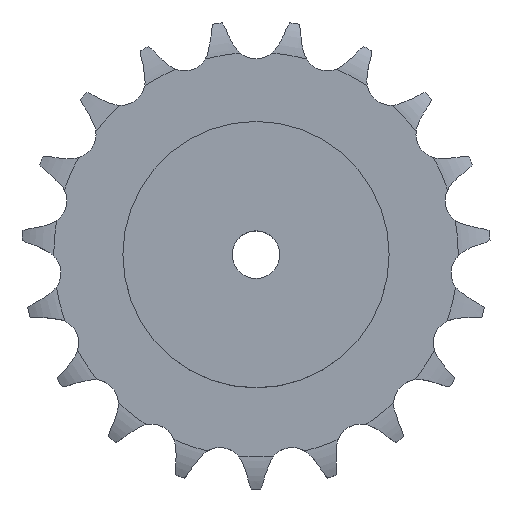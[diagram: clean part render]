
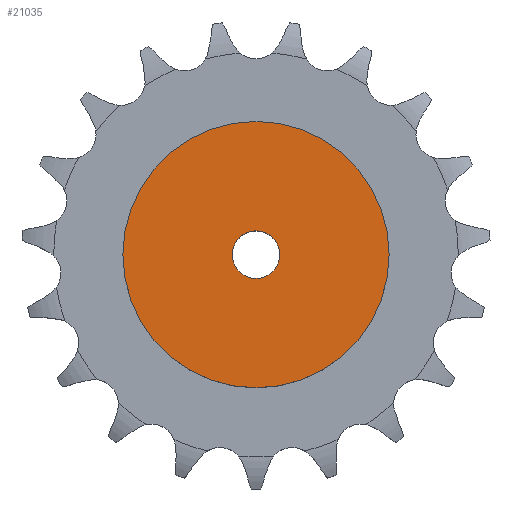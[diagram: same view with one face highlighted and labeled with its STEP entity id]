
A CAD part, top view. The second image highlights one B-rep face of the part: STEP entity #21035.
In plain terms, the highlighted planar face has unit normal (0, 0, 1).
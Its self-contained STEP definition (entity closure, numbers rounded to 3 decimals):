
#2835 = CYLINDRICAL_SURFACE('',#2836,70.);
#2836 = AXIS2_PLACEMENT_3D('',#2837,#2838,#2839);
#2837 = CARTESIAN_POINT('',(0.,0.,0.));
#2838 = DIRECTION('',(-0.,-0.,-1.));
#2839 = DIRECTION('',(1.,0.,0.));
#13438 = VERTEX_POINT('',#13439);
#13439 = CARTESIAN_POINT('',(70.,0.,55.));
#13460 = EDGE_CURVE('',#13438,#13438,#13461,.T.);
#13461 = SURFACE_CURVE('',#13462,(#13467,#13474),.PCURVE_S1.);
#13462 = CIRCLE('',#13463,70.);
#13463 = AXIS2_PLACEMENT_3D('',#13464,#13465,#13466);
#13464 = CARTESIAN_POINT('',(0.,0.,55.));
#13465 = DIRECTION('',(0.,0.,1.));
#13466 = DIRECTION('',(1.,0.,0.));
#13467 = PCURVE('',#2835,#13468);
#13468 = DEFINITIONAL_REPRESENTATION('',(#13469),#13473);
#13469 = LINE('',#13470,#13471);
#13470 = CARTESIAN_POINT('',(-0.,-55.));
#13471 = VECTOR('',#13472,1.);
#13472 = DIRECTION('',(-1.,0.));
#13473 = ( GEOMETRIC_REPRESENTATION_CONTEXT(2) 
PARAMETRIC_REPRESENTATION_CONTEXT() REPRESENTATION_CONTEXT('2D SPACE',''
  ) );
#13474 = PCURVE('',#13475,#13480);
#13475 = PLANE('',#13476);
#13476 = AXIS2_PLACEMENT_3D('',#13477,#13478,#13479);
#13477 = CARTESIAN_POINT('',(0.,0.,55.)
  );
#13478 = DIRECTION('',(0.,0.,1.));
#13479 = DIRECTION('',(1.,0.,0.));
#13480 = DEFINITIONAL_REPRESENTATION('',(#13481),#13485);
#13481 = CIRCLE('',#13482,70.);
#13482 = AXIS2_PLACEMENT_2D('',#13483,#13484);
#13483 = CARTESIAN_POINT('',(0.,0.));
#13484 = DIRECTION('',(1.,0.));
#13485 = ( GEOMETRIC_REPRESENTATION_CONTEXT(2) 
PARAMETRIC_REPRESENTATION_CONTEXT() REPRESENTATION_CONTEXT('2D SPACE',''
  ) );
#17982 = CYLINDRICAL_SURFACE('',#17983,12.5);
#17983 = AXIS2_PLACEMENT_3D('',#17984,#17985,#17986);
#17984 = CARTESIAN_POINT('',(0.,0.,385.858));
#17985 = DIRECTION('',(0.,0.,1.));
#17986 = DIRECTION('',(1.,0.,0.));
#21035 = ADVANCED_FACE('',(#21036,#21039),#13475,.T.);
#21036 = FACE_BOUND('',#21037,.T.);
#21037 = EDGE_LOOP('',(#21038));
#21038 = ORIENTED_EDGE('',*,*,#13460,.T.);
#21039 = FACE_BOUND('',#21040,.T.);
#21040 = EDGE_LOOP('',(#21041));
#21041 = ORIENTED_EDGE('',*,*,#21042,.F.);
#21042 = EDGE_CURVE('',#21043,#21043,#21045,.T.);
#21043 = VERTEX_POINT('',#21044);
#21044 = CARTESIAN_POINT('',(12.5,0.,55.));
#21045 = SURFACE_CURVE('',#21046,(#21051,#21058),.PCURVE_S1.);
#21046 = CIRCLE('',#21047,12.5);
#21047 = AXIS2_PLACEMENT_3D('',#21048,#21049,#21050);
#21048 = CARTESIAN_POINT('',(0.,0.,55.));
#21049 = DIRECTION('',(0.,0.,1.));
#21050 = DIRECTION('',(1.,0.,0.));
#21051 = PCURVE('',#13475,#21052);
#21052 = DEFINITIONAL_REPRESENTATION('',(#21053),#21057);
#21053 = CIRCLE('',#21054,12.5);
#21054 = AXIS2_PLACEMENT_2D('',#21055,#21056);
#21055 = CARTESIAN_POINT('',(0.,0.));
#21056 = DIRECTION('',(1.,0.));
#21057 = ( GEOMETRIC_REPRESENTATION_CONTEXT(2) 
PARAMETRIC_REPRESENTATION_CONTEXT() REPRESENTATION_CONTEXT('2D SPACE',''
  ) );
#21058 = PCURVE('',#17982,#21059);
#21059 = DEFINITIONAL_REPRESENTATION('',(#21060),#21064);
#21060 = LINE('',#21061,#21062);
#21061 = CARTESIAN_POINT('',(0.,-330.858));
#21062 = VECTOR('',#21063,1.);
#21063 = DIRECTION('',(1.,0.));
#21064 = ( GEOMETRIC_REPRESENTATION_CONTEXT(2) 
PARAMETRIC_REPRESENTATION_CONTEXT() REPRESENTATION_CONTEXT('2D SPACE',''
  ) );
